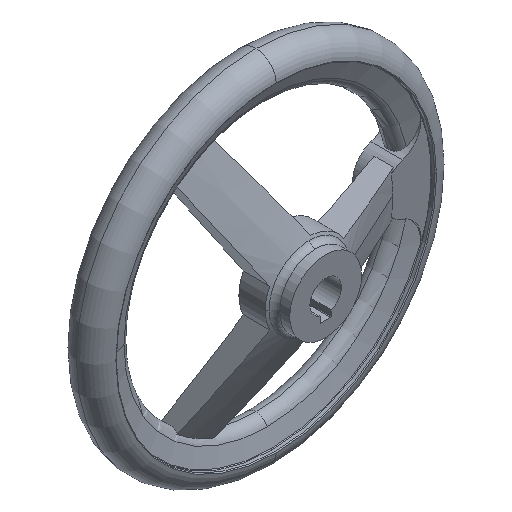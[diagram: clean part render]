
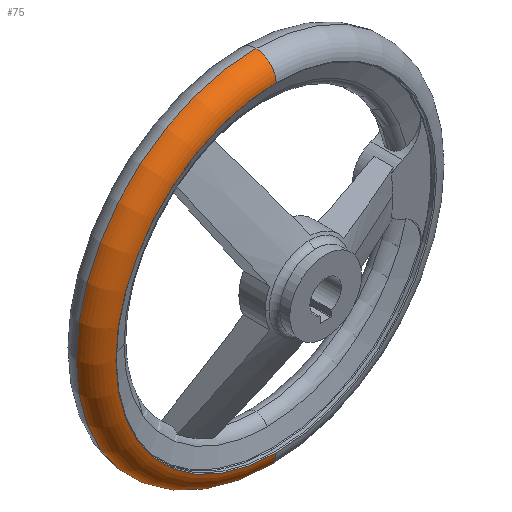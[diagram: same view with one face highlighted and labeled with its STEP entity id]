
A CAD part, isometric view. The second image highlights one B-rep face of the part: STEP entity #75.
In plain terms, the highlighted toroidal (fillet/blend) face has major radius 71 mm and minor radius 9 mm.
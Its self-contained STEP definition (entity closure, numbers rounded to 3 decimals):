
#75 = ADVANCED_FACE( '', ( #140 ), #141, .T. );
#140 = FACE_OUTER_BOUND( '', #270, .T. );
#141 = TOROIDAL_SURFACE( '', #271, 71., 9. );
#270 = EDGE_LOOP( '', ( #400, #401, #402, #403 ) );
#271 = AXIS2_PLACEMENT_3D( '', #404, #405, #406 );
#400 = ORIENTED_EDGE( '', *, *, #988, .F. );
#401 = ORIENTED_EDGE( '', *, *, #989, .T. );
#402 = ORIENTED_EDGE( '', *, *, #990, .T. );
#403 = ORIENTED_EDGE( '', *, *, #991, .T. );
#404 = CARTESIAN_POINT( '', ( 0., 31., 0. ) );
#405 = DIRECTION( '', ( 0., 1., 0. ) );
#406 = DIRECTION( '', ( 0., 0., 1. ) );
#988 = EDGE_CURVE( '', #1186, #1187, #1188, .T. );
#989 = EDGE_CURVE( '', #1186, #1189, #1190, .T. );
#990 = EDGE_CURVE( '', #1189, #1191, #1192, .T. );
#991 = EDGE_CURVE( '', #1191, #1187, #1193, .T. );
#1186 = VERTEX_POINT( '', #1514 );
#1187 = VERTEX_POINT( '', #1515 );
#1188 = CIRCLE( '', #1516, 80. );
#1189 = VERTEX_POINT( '', #1517 );
#1190 = CIRCLE( '', #1518, 9. );
#1191 = VERTEX_POINT( '', #1519 );
#1192 = CIRCLE( '', #1520, 71.375 );
#1193 = CIRCLE( '', #1521, 9. );
#1514 = CARTESIAN_POINT( '', ( 0., 31., -80. ) );
#1515 = CARTESIAN_POINT( '', ( 0., 31., 80. ) );
#1516 = AXIS2_PLACEMENT_3D( '', #2448, #2449, #2450 );
#1517 = CARTESIAN_POINT( '', ( 0., 22.008, -71.375 ) );
#1518 = AXIS2_PLACEMENT_3D( '', #2451, #2452, #2453 );
#1519 = CARTESIAN_POINT( '', ( 0., 22.008, 71.375 ) );
#1520 = AXIS2_PLACEMENT_3D( '', #2454, #2455, #2456 );
#1521 = AXIS2_PLACEMENT_3D( '', #2457, #2458, #2459 );
#2448 = CARTESIAN_POINT( '', ( 0., 31., 0. ) );
#2449 = DIRECTION( '', ( 0., 1., 0. ) );
#2450 = DIRECTION( '', ( 0., 0., 1. ) );
#2451 = CARTESIAN_POINT( '', ( 0., 31., -71. ) );
#2452 = DIRECTION( '', ( -1., 0., 0. ) );
#2453 = DIRECTION( '', ( 0., 0., -1. ) );
#2454 = CARTESIAN_POINT( '', ( 0., 22.008, 0. ) );
#2455 = DIRECTION( '', ( 0., 1., 0. ) );
#2456 = DIRECTION( '', ( 1., 0., 0. ) );
#2457 = CARTESIAN_POINT( '', ( 0., 31., 71. ) );
#2458 = DIRECTION( '', ( -1., 0., 0. ) );
#2459 = DIRECTION( '', ( 0., 0., 1. ) );
